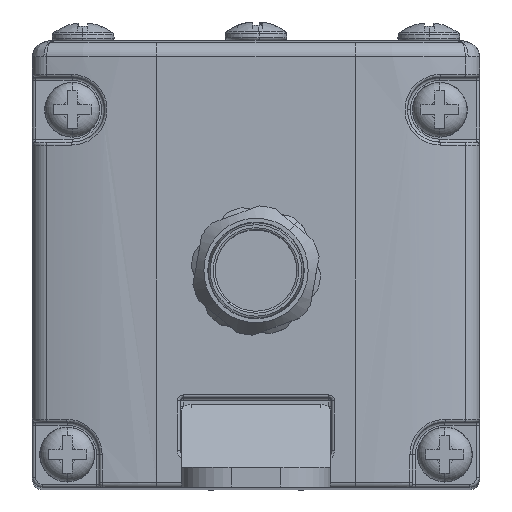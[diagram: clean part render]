
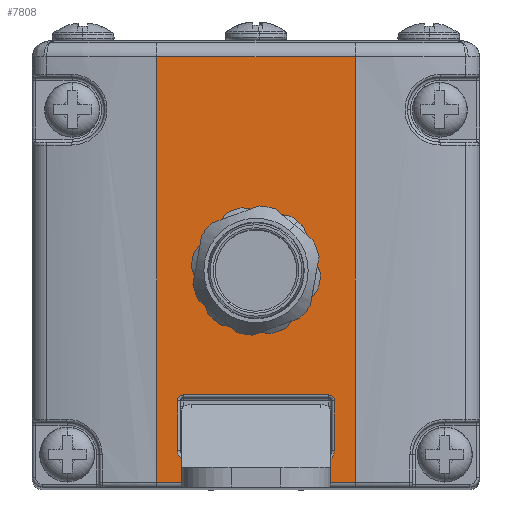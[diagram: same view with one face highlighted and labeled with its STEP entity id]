
A CAD part, top view. The second image highlights one B-rep face of the part: STEP entity #7808.
In plain terms, the highlighted planar face has unit normal (0, 0, 1).
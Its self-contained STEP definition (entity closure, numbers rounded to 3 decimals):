
#419 = CARTESIAN_POINT ( 'NONE',  ( -7.9, -13.8, 7. ) ) ;
#539 = LINE ( 'NONE', #22661, #24274 ) ;
#577 = EDGE_CURVE ( 'NONE', #23846, #21290, #15846, .T. ) ;
#595 = CARTESIAN_POINT ( 'NONE',  ( 0., 0., 7. ) ) ;
#884 = VERTEX_POINT ( 'NONE', #27452 ) ;
#1346 = VECTOR ( 'NONE', #20332, 1000. ) ;
#1533 = CARTESIAN_POINT ( 'NONE',  ( 7.9, -13.8, 7. ) ) ;
#1723 = DIRECTION ( 'NONE',  ( -1., 0., 0. ) ) ;
#3194 = VERTEX_POINT ( 'NONE', #9489 ) ;
#3226 = LINE ( 'NONE', #24704, #20167 ) ;
#3512 = EDGE_CURVE ( 'NONE', #22012, #28021, #25982, .T. ) ;
#4027 = CARTESIAN_POINT ( 'NONE',  ( 10., 22.5, 7. ) ) ;
#4300 = CARTESIAN_POINT ( 'NONE',  ( -10., -22., 7. ) ) ;
#4664 = EDGE_CURVE ( 'NONE', #3194, #19576, #539, .T. ) ;
#4825 = VERTEX_POINT ( 'NONE', #31522 ) ;
#5137 = CARTESIAN_POINT ( 'NONE',  ( 0., -0.7, 7. ) ) ;
#5408 = CARTESIAN_POINT ( 'NONE',  ( 10., -22., 7. ) ) ;
#5580 = CARTESIAN_POINT ( 'NONE',  ( -7.9, -18.776, 7. ) ) ;
#5598 = VECTOR ( 'NONE', #9870, 1000. ) ;
#5643 = ORIENTED_EDGE ( 'NONE', *, *, #16854, .T. ) ;
#5702 = CARTESIAN_POINT ( 'NONE',  ( -7.9, -18.776, 7. ) ) ;
#6046 = CARTESIAN_POINT ( 'NONE',  ( -7.651, -19.624, 7. ) ) ;
#6276 = CARTESIAN_POINT ( 'NONE',  ( 0., -0.7, 7. ) ) ;
#7074 = EDGE_CURVE ( 'NONE', #24184, #884, #27206, .T. ) ;
#7662 = DIRECTION ( 'NONE',  ( 0., 0., 1. ) ) ;
#7677 = ORIENTED_EDGE ( 'NONE', *, *, #13073, .T. ) ;
#7711 = DIRECTION ( 'NONE',  ( 0., 0., -1. ) ) ;
#7728 = EDGE_LOOP ( 'NONE', ( #30766, #24407, #23352, #10268 ) ) ;
#7808 = ADVANCED_FACE ( 'NONE', ( #17767, #30062, #29426 ), #27674, .T. ) ;
#8533 = DIRECTION ( 'NONE',  ( 0., 0., -1. ) ) ;
#8776 = DIRECTION ( 'NONE',  ( 0., 0., -1. ) ) ;
#9489 = CARTESIAN_POINT ( 'NONE',  ( -10., 20.849, 7. ) ) ;
#9597 = CARTESIAN_POINT ( 'NONE',  ( 7.3, -19.624, 7. ) ) ;
#9870 = DIRECTION ( 'NONE',  ( 0., 1., 0. ) ) ;
#9923 = DIRECTION ( 'NONE',  ( 0., 0., -1. ) ) ;
#10080 = DIRECTION ( 'NONE',  ( 1., 0., 0. ) ) ;
#10082 = EDGE_CURVE ( 'NONE', #14688, #3194, #16494, .T. ) ;
#10268 = ORIENTED_EDGE ( 'NONE', *, *, #10082, .T. ) ;
#10503 = AXIS2_PLACEMENT_3D ( 'NONE', #14589, #9923, #10080 ) ;
#10701 = DIRECTION ( 'NONE',  ( 1., 0., 0. ) ) ;
#11091 = LINE ( 'NONE', #4027, #15905 ) ;
#11232 = VERTEX_POINT ( 'NONE', #28361 ) ;
#11559 =( BOUNDED_CURVE ( )  B_SPLINE_CURVE ( 3, ( #31358, #16819, #26576, #9597 ),
 .UNSPECIFIED., .F., .F. ) 
 B_SPLINE_CURVE_WITH_KNOTS ( ( 4, 4 ),
 ( 1.571, 3.142 ),
 .UNSPECIFIED. ) 
 CURVE ( )  GEOMETRIC_REPRESENTATION_ITEM ( )  RATIONAL_B_SPLINE_CURVE ( ( 1., 0.805, 0.805, 1. ) ) 
 REPRESENTATION_ITEM ( '' )  );
#11883 = AXIS2_PLACEMENT_3D ( 'NONE', #6276, #8533, #23270 ) ;
#11891 = CARTESIAN_POINT ( 'NONE',  ( -7.3, -19.624, 7. ) ) ;
#11903 = VERTEX_POINT ( 'NONE', #24977 ) ;
#12093 = CARTESIAN_POINT ( 'NONE',  ( 10., 20.849, 7. ) ) ;
#12628 = DIRECTION ( 'NONE',  ( 1., 0., 0. ) ) ;
#12884 = DIRECTION ( 'NONE',  ( 0., -1., 0. ) ) ;
#13073 = EDGE_CURVE ( 'NONE', #21290, #25379, #17133, .T. ) ;
#13294 = VECTOR ( 'NONE', #10701, 1000. ) ;
#13434 = CARTESIAN_POINT ( 'NONE',  ( 7.3, -13.2, 7. ) ) ;
#13953 = ORIENTED_EDGE ( 'NONE', *, *, #7074, .T. ) ;
#14589 = CARTESIAN_POINT ( 'NONE',  ( 7.3, -13.8, 7. ) ) ;
#14688 = VERTEX_POINT ( 'NONE', #12093 ) ;
#15693 = EDGE_CURVE ( 'NONE', #27904, #23846, #22648, .T. ) ;
#15700 = DIRECTION ( 'NONE',  ( 1., 0., 0. ) ) ;
#15846 = LINE ( 'NONE', #13434, #29777 ) ;
#15905 = VECTOR ( 'NONE', #23111, 1000. ) ;
#16494 = LINE ( 'NONE', #23691, #18542 ) ;
#16819 = CARTESIAN_POINT ( 'NONE',  ( 7.9, -19.273, 7. ) ) ;
#16854 = EDGE_CURVE ( 'NONE', #11903, #22012, #3226, .T. ) ;
#17133 = CIRCLE ( 'NONE', #10503, 0.6 ) ;
#17298 = CARTESIAN_POINT ( 'NONE',  ( 7.9, 0., 7. ) ) ;
#17759 = CARTESIAN_POINT ( 'NONE',  ( -7.3, -13.2, 7. ) ) ;
#17767 = FACE_BOUND ( 'NONE', #22470, .T. ) ;
#17901 = ORIENTED_EDGE ( 'NONE', *, *, #577, .T. ) ;
#18086 = ORIENTED_EDGE ( 'NONE', *, *, #21160, .T. ) ;
#18250 = CARTESIAN_POINT ( 'NONE',  ( -7.3, -13.8, 7. ) ) ;
#18295 = CIRCLE ( 'NONE', #22919, 5.3 ) ;
#18542 = VECTOR ( 'NONE', #1723, 1000. ) ;
#19576 = VERTEX_POINT ( 'NONE', #4300 ) ;
#20167 = VECTOR ( 'NONE', #24542, 1000. ) ;
#20332 = DIRECTION ( 'NONE',  ( 0., -1., 0. ) ) ;
#20492 = CARTESIAN_POINT ( 'NONE',  ( -7.9, -19.273, 7. ) ) ;
#20622 = EDGE_CURVE ( 'NONE', #14688, #4825, #11091, .T. ) ;
#20805 = CARTESIAN_POINT ( 'NONE',  ( -7.3, -19.624, 7. ) ) ;
#20857 = EDGE_CURVE ( 'NONE', #19576, #4825, #30060, .T. ) ;
#21160 = EDGE_CURVE ( 'NONE', #28021, #27904, #26847, .T. ) ;
#21290 = VERTEX_POINT ( 'NONE', #25400 ) ;
#22012 = VERTEX_POINT ( 'NONE', #11891 ) ;
#22246 = ORIENTED_EDGE ( 'NONE', *, *, #22294, .T. ) ;
#22294 = EDGE_CURVE ( 'NONE', #11232, #11903, #11559, .T. ) ;
#22392 = EDGE_CURVE ( 'NONE', #25379, #11232, #27521, .T. ) ;
#22470 = EDGE_LOOP ( 'NONE', ( #18086, #22818, #17901, #7677, #25358, #22246, #5643, #29742 ) ) ;
#22648 = CIRCLE ( 'NONE', #28265, 0.6 ) ;
#22661 = CARTESIAN_POINT ( 'NONE',  ( -10., 22.5, 7. ) ) ;
#22818 = ORIENTED_EDGE ( 'NONE', *, *, #15693, .T. ) ;
#22919 = AXIS2_PLACEMENT_3D ( 'NONE', #5137, #7711, #27565 ) ;
#23111 = DIRECTION ( 'NONE',  ( 0., -1., 0. ) ) ;
#23270 = DIRECTION ( 'NONE',  ( 1., 0., 0. ) ) ;
#23352 = ORIENTED_EDGE ( 'NONE', *, *, #20622, .F. ) ;
#23691 = CARTESIAN_POINT ( 'NONE',  ( 0., 20.849, 7. ) ) ;
#23846 = VERTEX_POINT ( 'NONE', #17759 ) ;
#24184 = VERTEX_POINT ( 'NONE', #24589 ) ;
#24274 = VECTOR ( 'NONE', #12884, 1000. ) ;
#24407 = ORIENTED_EDGE ( 'NONE', *, *, #20857, .T. ) ;
#24542 = DIRECTION ( 'NONE',  ( -1., 0., 0. ) ) ;
#24547 = EDGE_LOOP ( 'NONE', ( #24652, #13953 ) ) ;
#24589 = CARTESIAN_POINT ( 'NONE',  ( -5.3, -0.7, 7. ) ) ;
#24652 = ORIENTED_EDGE ( 'NONE', *, *, #27185, .T. ) ;
#24704 = CARTESIAN_POINT ( 'NONE',  ( -7.3, -19.624, 7. ) ) ;
#24977 = CARTESIAN_POINT ( 'NONE',  ( 7.3, -19.624, 7. ) ) ;
#25358 = ORIENTED_EDGE ( 'NONE', *, *, #22392, .T. ) ;
#25379 = VERTEX_POINT ( 'NONE', #1533 ) ;
#25400 = CARTESIAN_POINT ( 'NONE',  ( 7.3, -13.2, 7. ) ) ;
#25982 =( BOUNDED_CURVE ( )  B_SPLINE_CURVE ( 3, ( #20805, #6046, #20492, #5580 ),
 .UNSPECIFIED., .F., .F. ) 
 B_SPLINE_CURVE_WITH_KNOTS ( ( 4, 4 ),
 ( 0., 1.571 ),
 .UNSPECIFIED. ) 
 CURVE ( )  GEOMETRIC_REPRESENTATION_ITEM ( )  RATIONAL_B_SPLINE_CURVE ( ( 1., 0.805, 0.805, 1. ) ) 
 REPRESENTATION_ITEM ( '' )  );
#26445 = AXIS2_PLACEMENT_3D ( 'NONE', #595, #7662, #12628 ) ;
#26576 = CARTESIAN_POINT ( 'NONE',  ( 7.651, -19.624, 7. ) ) ;
#26847 = LINE ( 'NONE', #29069, #5598 ) ;
#27185 = EDGE_CURVE ( 'NONE', #884, #24184, #18295, .T. ) ;
#27206 = CIRCLE ( 'NONE', #11883, 5.3 ) ;
#27452 = CARTESIAN_POINT ( 'NONE',  ( 5.3, -0.7, 7. ) ) ;
#27521 = LINE ( 'NONE', #17298, #1346 ) ;
#27565 = DIRECTION ( 'NONE',  ( 1., 0., 0. ) ) ;
#27674 = PLANE ( 'NONE',  #26445 ) ;
#27904 = VERTEX_POINT ( 'NONE', #419 ) ;
#28021 = VERTEX_POINT ( 'NONE', #5702 ) ;
#28265 = AXIS2_PLACEMENT_3D ( 'NONE', #18250, #8776, #28302 ) ;
#28302 = DIRECTION ( 'NONE',  ( 1., 0., 0. ) ) ;
#28361 = CARTESIAN_POINT ( 'NONE',  ( 7.9, -18.776, 7. ) ) ;
#29069 = CARTESIAN_POINT ( 'NONE',  ( -7.9, -13.8, 7. ) ) ;
#29426 = FACE_OUTER_BOUND ( 'NONE', #7728, .T. ) ;
#29742 = ORIENTED_EDGE ( 'NONE', *, *, #3512, .T. ) ;
#29777 = VECTOR ( 'NONE', #15700, 1000. ) ;
#30060 = LINE ( 'NONE', #5408, #13294 ) ;
#30062 = FACE_BOUND ( 'NONE', #24547, .T. ) ;
#30766 = ORIENTED_EDGE ( 'NONE', *, *, #4664, .T. ) ;
#31358 = CARTESIAN_POINT ( 'NONE',  ( 7.9, -18.776, 7. ) ) ;
#31522 = CARTESIAN_POINT ( 'NONE',  ( 10., -22., 7. ) ) ;
